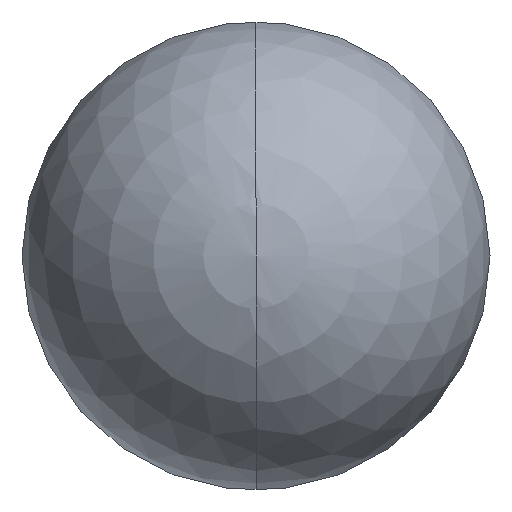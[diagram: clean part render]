
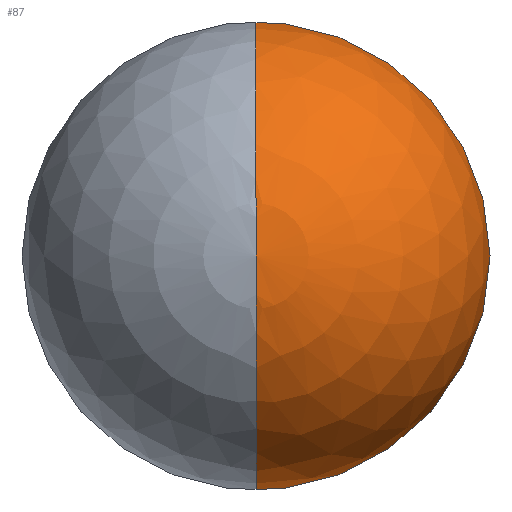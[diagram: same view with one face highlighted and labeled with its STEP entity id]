
A CAD part, left-side view. The second image highlights one B-rep face of the part: STEP entity #87.
In plain terms, the highlighted spherical face has radius 12.5 mm.
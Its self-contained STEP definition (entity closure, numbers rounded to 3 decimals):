
#87=ADVANCED_FACE('',(#218),#219,.T.);
#91=EDGE_CURVE('',#159,#171,#224,.T.);
#119=VERTEX_POINT('',#257);
#131=EDGE_CURVE('',#171,#119,#269,.T.);
#159=VERTEX_POINT('',#300);
#171=VERTEX_POINT('',#314);
#189=EDGE_CURVE('',#119,#159,#334,.T.);
#218=FACE_OUTER_BOUND('',#355,.T.);
#219=SPHERICAL_SURFACE('',#356,12.5);
#224=CIRCLE('',#362,12.5);
#257=CARTESIAN_POINT('',(-91.5,0.,7.5));
#269=CIRCLE('',#416,12.5);
#300=CARTESIAN_POINT('',(-91.5,0.,-7.5));
#314=CARTESIAN_POINT('',(-114.0,0.,0.));
#334=CIRCLE('',#499,7.5);
#355=EDGE_LOOP('',(#523,#524,#525));
#356=AXIS2_PLACEMENT_3D('',#526,#527,#528);
#362=AXIS2_PLACEMENT_3D('',#538,#539,#540);
#416=AXIS2_PLACEMENT_3D('',#602,#603,#604);
#499=AXIS2_PLACEMENT_3D('',#668,#669,#670);
#523=ORIENTED_EDGE('',*,*,#131,.F.);
#524=ORIENTED_EDGE('',*,*,#91,.F.);
#525=ORIENTED_EDGE('',*,*,#189,.F.);
#526=CARTESIAN_POINT('',(-101.5,0.,0.));
#527=DIRECTION('',(1.0,0.0,0.0));
#528=DIRECTION('',(0.0,0.,1.0));
#538=CARTESIAN_POINT('',(-101.5,0.,0.));
#539=DIRECTION('',(-0.0,1.0,0.));
#540=DIRECTION('',(0.0,0.,-1.0));
#602=CARTESIAN_POINT('',(-101.5,0.,0.));
#603=DIRECTION('',(-0.0,1.0,0.));
#604=DIRECTION('',(0.0,0.,-1.0));
#668=CARTESIAN_POINT('',(-91.5,0.,0.));
#669=DIRECTION('',(1.0,0.0,0.0));
#670=DIRECTION('',(0.0,0.,1.0));
